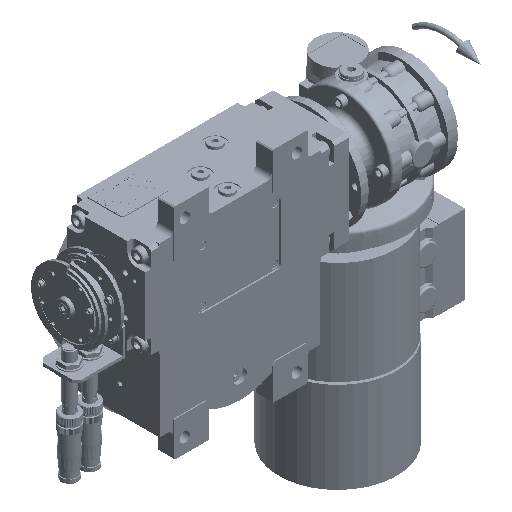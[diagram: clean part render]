
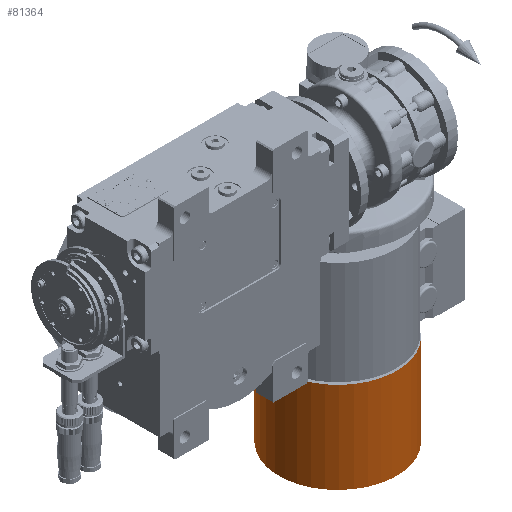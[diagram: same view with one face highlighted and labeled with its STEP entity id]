
A CAD part, isometric view. The second image highlights one B-rep face of the part: STEP entity #81364.
In plain terms, the highlighted cylindrical face has radius 60.5 mm (diameter 121 mm), a partial arc.
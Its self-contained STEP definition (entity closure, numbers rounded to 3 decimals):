
#5783 = EDGE_CURVE ( 'NONE', #53130, #31563, #89583, .T. ) ;
#6506 = ORIENTED_EDGE ( 'NONE', *, *, #154940, .F. ) ;
#10685 = DIRECTION ( 'NONE',  ( -1., 0., 0. ) ) ;
#16355 = CARTESIAN_POINT ( 'NONE',  ( -158.212, -49.806, 42.027 ) ) ;
#22490 = CYLINDRICAL_SURFACE ( 'NONE', #155462, 60.5 ) ;
#23306 = FACE_OUTER_BOUND ( 'NONE', #119417, .T. ) ;
#30940 = CARTESIAN_POINT ( 'NONE',  ( -158.212, -49.806, 42.027 ) ) ;
#31158 = DIRECTION ( 'NONE',  ( 1., 0., 0. ) ) ;
#31563 = VERTEX_POINT ( 'NONE', #109361 ) ;
#32474 = AXIS2_PLACEMENT_3D ( 'NONE', #131570, #31158, #146705 ) ;
#32637 = AXIS2_PLACEMENT_3D ( 'NONE', #108206, #66915, #118367 ) ;
#34316 = DIRECTION ( 'NONE',  ( 0., 0.719, -0.695 ) ) ;
#41371 = CARTESIAN_POINT ( 'NONE',  ( -64.811, 37.234, -42.027 ) ) ;
#44149 = ORIENTED_EDGE ( 'NONE', *, *, #113355, .F. ) ;
#49125 = CARTESIAN_POINT ( 'NONE',  ( -64.811, 37.234, -42.027 ) ) ;
#53130 = VERTEX_POINT ( 'NONE', #41371 ) ;
#64269 = DIRECTION ( 'NONE',  ( -1., 0., 0. ) ) ;
#66915 = DIRECTION ( 'NONE',  ( -1., 0., 0. ) ) ;
#68615 = DIRECTION ( 'NONE',  ( 1., 0., 0. ) ) ;
#72911 = VERTEX_POINT ( 'NONE', #94270 ) ;
#76680 = ORIENTED_EDGE ( 'NONE', *, *, #5783, .F. ) ;
#81364 = ADVANCED_FACE ( 'NONE', ( #23306 ), #22490, .T. ) ;
#83197 = ORIENTED_EDGE ( 'NONE', *, *, #134531, .F. ) ;
#89072 = CIRCLE ( 'NONE', #32474, 60.5 ) ;
#89583 = LINE ( 'NONE', #49125, #137780 ) ;
#94270 = CARTESIAN_POINT ( 'NONE',  ( -64.811, -49.806, 42.027 ) ) ;
#105383 = CIRCLE ( 'NONE', #32637, 60.5 ) ;
#108206 = CARTESIAN_POINT ( 'NONE',  ( -158.212, -6.286, 0. ) ) ;
#109361 = CARTESIAN_POINT ( 'NONE',  ( -158.212, 37.234, -42.027 ) ) ;
#113355 = EDGE_CURVE ( 'NONE', #137044, #72911, #132733, .T. ) ;
#118367 = DIRECTION ( 'NONE',  ( 0., 0.719, -0.695 ) ) ;
#119417 = EDGE_LOOP ( 'NONE', ( #6506, #44149, #83197, #76680 ) ) ;
#131570 = CARTESIAN_POINT ( 'NONE',  ( -64.811, -6.286, 0. ) ) ;
#132733 = LINE ( 'NONE', #16355, #166260 ) ;
#134531 = EDGE_CURVE ( 'NONE', #31563, #137044, #105383, .T. ) ;
#137044 = VERTEX_POINT ( 'NONE', #30940 ) ;
#137780 = VECTOR ( 'NONE', #64269, 1000. ) ;
#146705 = DIRECTION ( 'NONE',  ( 0., -0.719, 0.695 ) ) ;
#154940 = EDGE_CURVE ( 'NONE', #72911, #53130, #89072, .T. ) ;
#155462 = AXIS2_PLACEMENT_3D ( 'NONE', #164196, #10685, #34316 ) ;
#164196 = CARTESIAN_POINT ( 'NONE',  ( -26.951, -6.286, 0. ) ) ;
#166260 = VECTOR ( 'NONE', #68615, 1000. ) ;
